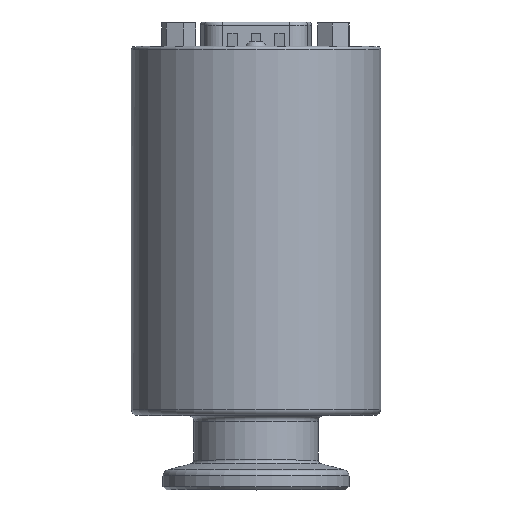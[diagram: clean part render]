
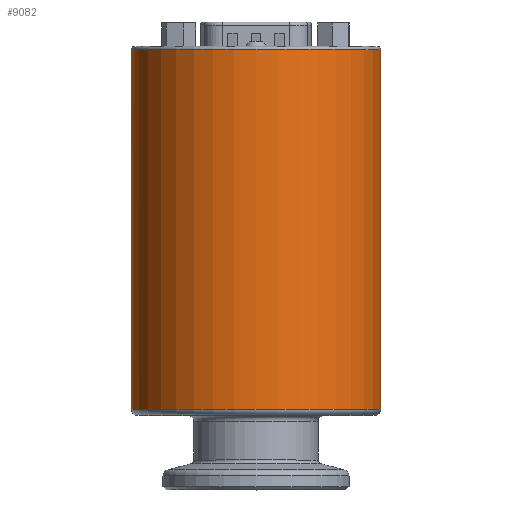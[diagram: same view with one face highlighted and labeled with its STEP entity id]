
A CAD part, top view. The second image highlights one B-rep face of the part: STEP entity #9082.
In plain terms, the highlighted cylindrical face has radius 20.1 mm (diameter 40.2 mm), a full revolution.
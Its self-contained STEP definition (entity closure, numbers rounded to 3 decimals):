
#384=CYLINDRICAL_SURFACE('',#10013,20.1);
#1138=LINE('',#18279,#1896);
#1896=VECTOR('',#12593,20.1);
#2506=FACE_OUTER_BOUND('',#3101,.T.);
#3101=EDGE_LOOP('',(#8232,#8233,#8234,#8235,#8236,#8237));
#3410=CIRCLE('',#9706,20.1);
#3411=CIRCLE('',#9707,20.1);
#3513=CIRCLE('',#10014,20.1);
#3514=CIRCLE('',#10015,20.1);
#4157=VERTEX_POINT('',#16702);
#4158=VERTEX_POINT('',#16704);
#4338=VERTEX_POINT('',#18276);
#4339=VERTEX_POINT('',#18277);
#5272=EDGE_CURVE('',#4157,#4158,#3410,.T.);
#5273=EDGE_CURVE('',#4158,#4157,#3411,.T.);
#5640=EDGE_CURVE('',#4338,#4339,#3513,.T.);
#5641=EDGE_CURVE('',#4338,#4158,#1138,.T.);
#5642=EDGE_CURVE('',#4339,#4338,#3514,.T.);
#8232=ORIENTED_EDGE('',*,*,#5640,.F.);
#8233=ORIENTED_EDGE('',*,*,#5641,.T.);
#8234=ORIENTED_EDGE('',*,*,#5272,.F.);
#8235=ORIENTED_EDGE('',*,*,#5273,.F.);
#8236=ORIENTED_EDGE('',*,*,#5641,.F.);
#8237=ORIENTED_EDGE('',*,*,#5642,.F.);
#9082=ADVANCED_FACE('',(#2506),#384,.T.);
#9706=AXIS2_PLACEMENT_3D('',#16705,#11759,#11760);
#9707=AXIS2_PLACEMENT_3D('',#16706,#11761,#11762);
#10013=AXIS2_PLACEMENT_3D('',#18275,#12589,#12590);
#10014=AXIS2_PLACEMENT_3D('',#18278,#12591,#12592);
#10015=AXIS2_PLACEMENT_3D('',#18280,#12594,#12595);
#11759=DIRECTION('center_axis',(0.,1.,0.));
#11760=DIRECTION('ref_axis',(1.,0.,0.));
#11761=DIRECTION('center_axis',(0.,1.,0.));
#11762=DIRECTION('ref_axis',(1.,0.,0.));
#12589=DIRECTION('center_axis',(0.,-1.,0.));
#12590=DIRECTION('ref_axis',(0.94,0.,-0.342));
#12591=DIRECTION('center_axis',(0.,-1.,0.));
#12592=DIRECTION('ref_axis',(0.94,0.,-0.342));
#12593=DIRECTION('',(0.,1.,0.));
#12594=DIRECTION('center_axis',(0.,-1.,0.));
#12595=DIRECTION('ref_axis',(0.94,0.,-0.342));
#16702=CARTESIAN_POINT('',(-20.101,71.,0.));
#16704=CARTESIAN_POINT('',(-18.888,71.,6.875));
#16705=CARTESIAN_POINT('Origin',(-0.001,71.,
0.));
#16706=CARTESIAN_POINT('Origin',(-0.001,71.,
0.));
#18275=CARTESIAN_POINT('Origin',(-0.001,13.5,
0.));
#18276=CARTESIAN_POINT('',(-18.888,13.,6.875));
#18277=CARTESIAN_POINT('',(6.874,13.,18.888));
#18278=CARTESIAN_POINT('Origin',(-0.001,13.,
0.));
#18279=CARTESIAN_POINT('',(-18.888,13.5,6.875));
#18280=CARTESIAN_POINT('Origin',(-0.001,13.,
0.));
